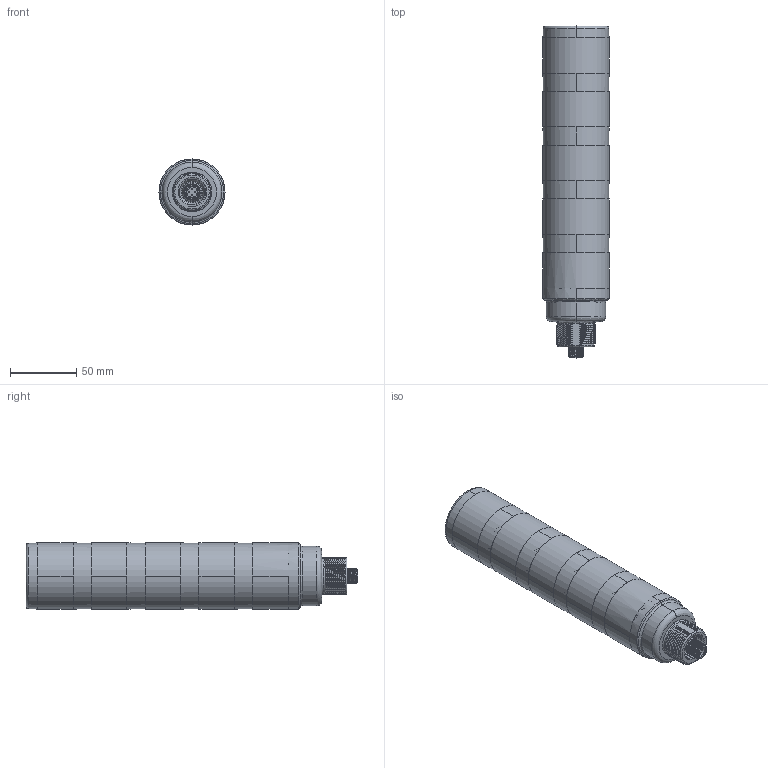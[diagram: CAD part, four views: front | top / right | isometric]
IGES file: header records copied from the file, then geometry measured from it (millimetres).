
Start section:  PTC IGES file: 145178.igs
Global section: file name: 145178.igs; native system: Pro/ENGINEER by Parametric Technology Corporation; preprocessor: 2006170; author: banengservice; organization: Unknown; date: 20090210.101525; units: inch
Bounding box: 50 x 251.25 x 50 mm (x, y, z)
Volume: 136271.9 mm3; surface area: 133522.1 mm2
Topology: 2 solids, 2 shells, 1676 faces, 4408 edges, 2851 vertices
Faces by surface type: bspline 991, revolution 685
